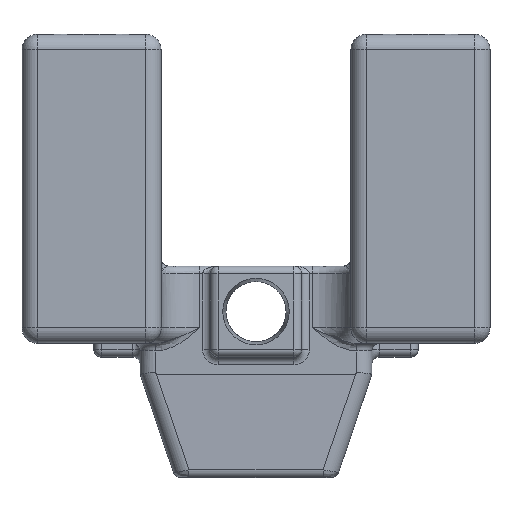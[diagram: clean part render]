
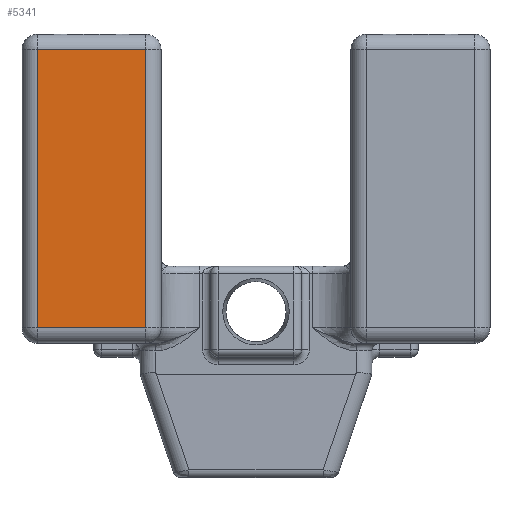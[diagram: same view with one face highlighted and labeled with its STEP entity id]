
A CAD part, front view. The second image highlights one B-rep face of the part: STEP entity #5341.
In plain terms, the highlighted planar face has unit normal (0, -1, 0).
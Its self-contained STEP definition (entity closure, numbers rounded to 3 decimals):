
#199=PLANE('',#5961);
#534=LINE('',#9851,#879);
#535=LINE('',#9853,#880);
#536=LINE('',#9855,#881);
#537=LINE('',#9856,#882);
#879=VECTOR('',#7404,10.);
#880=VECTOR('',#7405,10.);
#881=VECTOR('',#7406,10.);
#882=VECTOR('',#7407,10.);
#1331=FACE_OUTER_BOUND('',#1684,.T.);
#1684=EDGE_LOOP('',(#4525,#4526,#4527,#4528));
#2532=VERTEX_POINT('',#9849);
#2533=VERTEX_POINT('',#9850);
#2534=VERTEX_POINT('',#9852);
#2535=VERTEX_POINT('',#9854);
#3220=EDGE_CURVE('',#2532,#2533,#534,.T.);
#3221=EDGE_CURVE('',#2534,#2532,#535,.T.);
#3222=EDGE_CURVE('',#2535,#2534,#536,.T.);
#3223=EDGE_CURVE('',#2533,#2535,#537,.T.);
#4525=ORIENTED_EDGE('',*,*,#3220,.F.);
#4526=ORIENTED_EDGE('',*,*,#3221,.F.);
#4527=ORIENTED_EDGE('',*,*,#3222,.F.);
#4528=ORIENTED_EDGE('',*,*,#3223,.F.);
#5341=ADVANCED_FACE('',(#1331),#199,.T.);
#5961=AXIS2_PLACEMENT_3D('',#9848,#7402,#7403);
#7402=DIRECTION('center_axis',(0.,-1.,0.));
#7403=DIRECTION('ref_axis',(1.,0.,0.));
#7404=DIRECTION('',(0.,0.,1.));
#7405=DIRECTION('',(-1.,0.,0.));
#7406=DIRECTION('',(0.,0.,-1.));
#7407=DIRECTION('',(1.,0.,0.));
#9848=CARTESIAN_POINT('Origin',(-15.15,-15.15,-10.6));
#9849=CARTESIAN_POINT('',(-14.15,-15.15,-14.6));
#9850=CARTESIAN_POINT('',(-14.15,-15.15,3.4));
#9851=CARTESIAN_POINT('',(-14.15,-15.15,-10.6));
#9852=CARTESIAN_POINT('',(-7.15,-15.15,-14.6));
#9853=CARTESIAN_POINT('',(-12.9,-15.15,-14.6));
#9854=CARTESIAN_POINT('',(-7.15,-15.15,3.4));
#9855=CARTESIAN_POINT('',(-7.15,-15.15,-10.6));
#9856=CARTESIAN_POINT('',(-12.9,-15.15,3.4));
